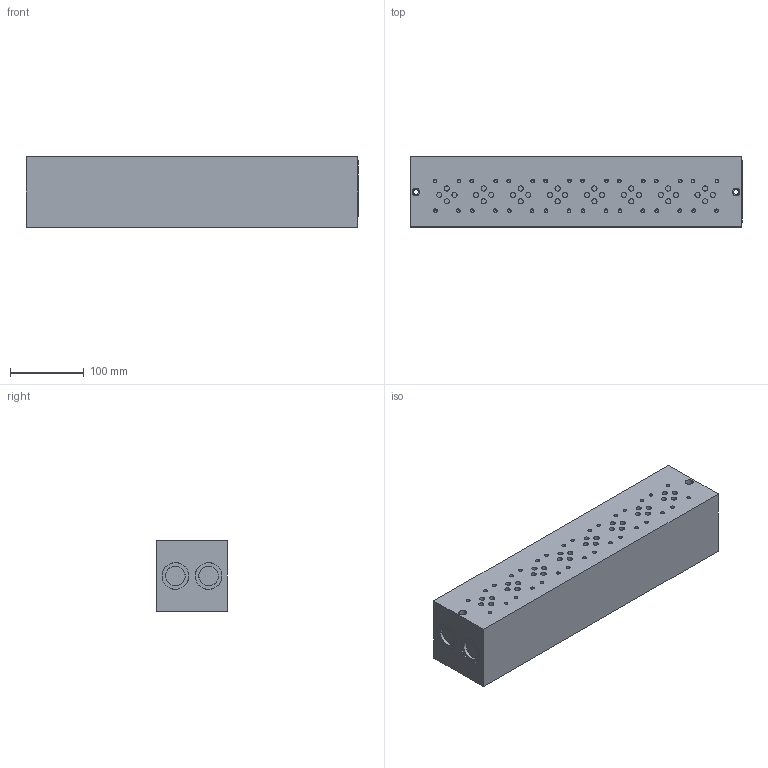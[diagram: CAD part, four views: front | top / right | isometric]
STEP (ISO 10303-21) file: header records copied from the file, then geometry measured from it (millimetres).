
FILE_DESCRIPTION(/* description */ (''),/* implementation_level */ '2;1');
FILE_NAME(/* name */ 'em253_8_y',/* time_stamp */ '2012-07-10T10:58:00+02:00',/* author */ (''),/* organization */ (''),/* preprocessor_version */ 'ST-DEVELOPER v10',/* originating_system */ '',/* authorisation */ '');
FILE_SCHEMA (('AUTOMOTIVE_DESIGN_CC2'));
Length unit declared in the file: millimetre
Products named in the file (1): 1
Bounding box: 450 x 95 x 95 mm (x, y, z)
Volume: 3986714.7 mm3; surface area: 213868.9 mm2
Topology: 1 solids, 1 shells, 490 faces, 1280 edges, 868 vertices
Faces by surface type: bspline 372, plane 118
Entity records: 15738 total; most frequent: CARTESIAN_POINT 8700, ORIENTED_EDGE 2416, EDGE_CURVE 1208, VERTEX_POINT 868, EDGE_LOOP 642, ADVANCED_FACE 490, FACE_OUTER_BOUND 490, B_SPLINE_CURVE_WITH_KNOTS 384
